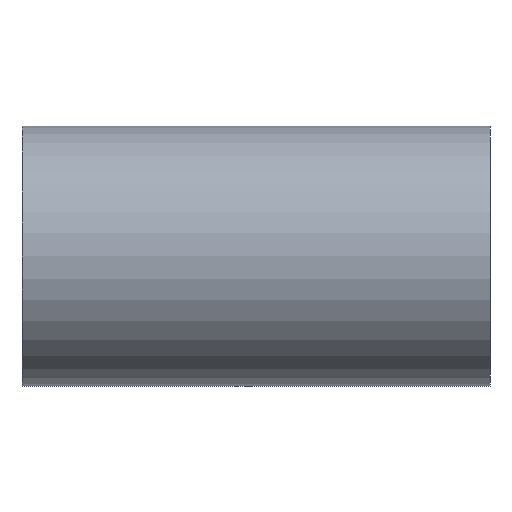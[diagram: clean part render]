
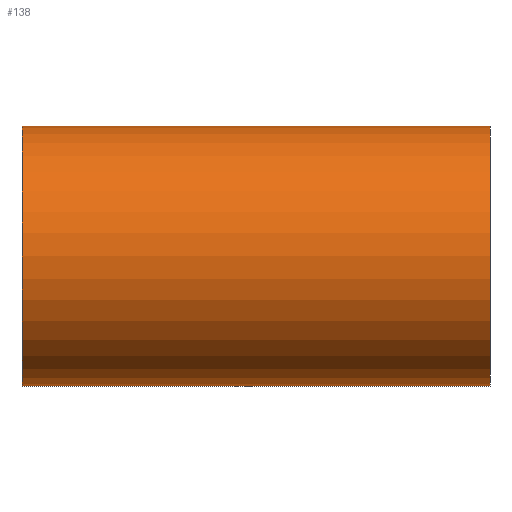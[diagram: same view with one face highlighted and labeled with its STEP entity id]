
A CAD part, left-side view. The second image highlights one B-rep face of the part: STEP entity #138.
In plain terms, the highlighted cylindrical face has radius 10 mm (diameter 20 mm), a partial arc.
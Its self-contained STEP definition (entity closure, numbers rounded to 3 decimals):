
#2 = DIRECTION ( 'NONE',  ( 0., 0., -1. ) ) ;
#6 = VERTEX_POINT ( 'NONE', #160 ) ;
#7 = CARTESIAN_POINT ( 'NONE',  ( 0., 0., 0. ) ) ;
#10 = EDGE_CURVE ( 'NONE', #96, #99, #120, .T. ) ;
#63 = EDGE_CURVE ( 'NONE', #6, #99, #82, .T. ) ;
#82 = CIRCLE ( 'NONE', #177, 10. ) ;
#84 = DIRECTION ( 'NONE',  ( 0., 0., -1. ) ) ;
#87 = CIRCLE ( 'NONE', #263, 10. ) ;
#96 = VERTEX_POINT ( 'NONE', #221 ) ;
#99 = VERTEX_POINT ( 'NONE', #278 ) ;
#119 = LINE ( 'NONE', #290, #159 ) ;
#120 = LINE ( 'NONE', #269, #253 ) ;
#125 = DIRECTION ( 'NONE',  ( 0., -1., 0. ) ) ;
#135 = EDGE_CURVE ( 'NONE', #144, #96, #87, .T. ) ;
#136 = ORIENTED_EDGE ( 'NONE', *, *, #63, .F. ) ;
#138 = ADVANCED_FACE ( 'NONE', ( #338 ), #297, .T. ) ;
#144 = VERTEX_POINT ( 'NONE', #151 ) ;
#150 = AXIS2_PLACEMENT_3D ( 'NONE', #7, #262, #2 ) ;
#151 = CARTESIAN_POINT ( 'NONE',  ( 0., 36., 10. ) ) ;
#159 = VECTOR ( 'NONE', #125, 1000. ) ;
#160 = CARTESIAN_POINT ( 'NONE',  ( 0., 0., 10. ) ) ;
#169 = EDGE_CURVE ( 'NONE', #144, #6, #119, .T. ) ;
#177 = AXIS2_PLACEMENT_3D ( 'NONE', #359, #243, #84 ) ;
#188 = ORIENTED_EDGE ( 'NONE', *, *, #135, .T. ) ;
#207 = DIRECTION ( 'NONE',  ( 0., -1., 0. ) ) ;
#221 = CARTESIAN_POINT ( 'NONE',  ( 0., 36., -10. ) ) ;
#234 = EDGE_LOOP ( 'NONE', ( #315, #188, #320, #136 ) ) ;
#243 = DIRECTION ( 'NONE',  ( 0., -1., 0. ) ) ;
#253 = VECTOR ( 'NONE', #296, 1000. ) ;
#257 = DIRECTION ( 'NONE',  ( 0., 0., -1. ) ) ;
#262 = DIRECTION ( 'NONE',  ( 0., -1., 0. ) ) ;
#263 = AXIS2_PLACEMENT_3D ( 'NONE', #319, #207, #257 ) ;
#269 = CARTESIAN_POINT ( 'NONE',  ( 0., 0., -10. ) ) ;
#278 = CARTESIAN_POINT ( 'NONE',  ( 0., 0., -10. ) ) ;
#290 = CARTESIAN_POINT ( 'NONE',  ( 0., 0., 10. ) ) ;
#296 = DIRECTION ( 'NONE',  ( 0., -1., 0. ) ) ;
#297 = CYLINDRICAL_SURFACE ( 'NONE', #150, 10. ) ;
#315 = ORIENTED_EDGE ( 'NONE', *, *, #169, .F. ) ;
#319 = CARTESIAN_POINT ( 'NONE',  ( 0., 36., 0. ) ) ;
#320 = ORIENTED_EDGE ( 'NONE', *, *, #10, .T. ) ;
#338 = FACE_OUTER_BOUND ( 'NONE', #234, .T. ) ;
#359 = CARTESIAN_POINT ( 'NONE',  ( 0., 0., 0. ) ) ;
